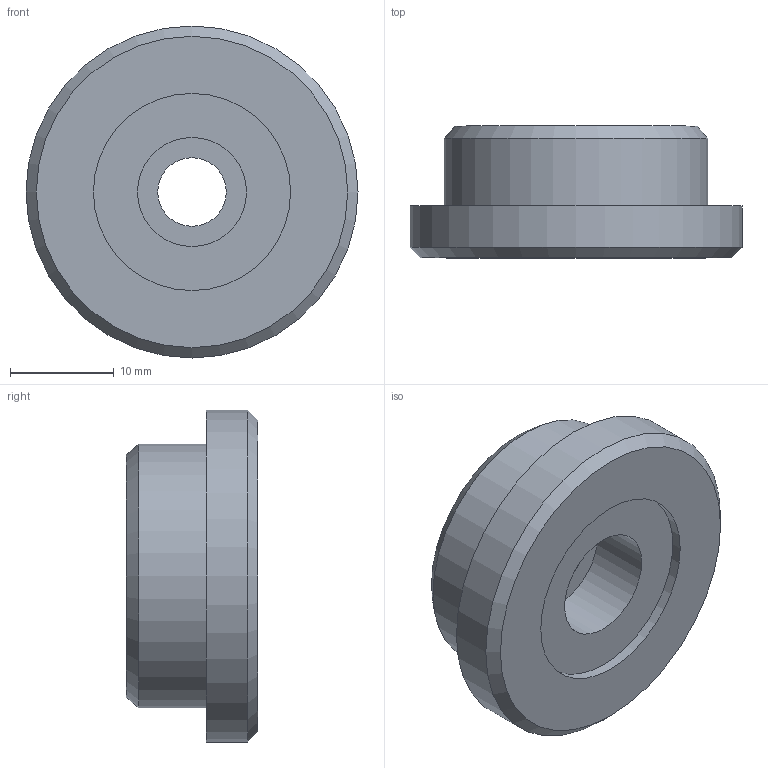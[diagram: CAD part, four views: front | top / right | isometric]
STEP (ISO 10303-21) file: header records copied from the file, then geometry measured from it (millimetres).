
FILE_DESCRIPTION (( 'STEP AP203' ), '1' );
FILE_NAME ('523755.STEP', '2024-11-01T08:20:52', ( 'Windows User' ), ( 'P R C' ), 'SwSTEP 2.0', 'SolidWorks 2020', '' );
FILE_SCHEMA (( 'CONFIG_CONTROL_DESIGN' ));
Length unit declared in the file: millimetre
Products named in the file (1): 523755
Bounding box: 32 x 12.7 x 32 mm (x, y, z)
Volume: 6730.4 mm3; surface area: 2940.2 mm2
Topology: 1 solids, 1 shells, 14 faces, 23 edges, 15 vertices
Faces by surface type: cylinder 6, plane 6, cone 2
Full cylindrical faces by diameter (mm): 6.6 x1, 10.5 x1, 13 x1, 19 x1, 25.4 x1, 32 x1
Entity records: 365 total; most frequent: DIRECTION 58, CARTESIAN_POINT 43, AXIS2_PLACEMENT_3D 29, ORIENTED_EDGE 28, EDGE_LOOP 28, FACE_OUTER_BOUND 20, EDGE_CURVE 14, CIRCLE 14
